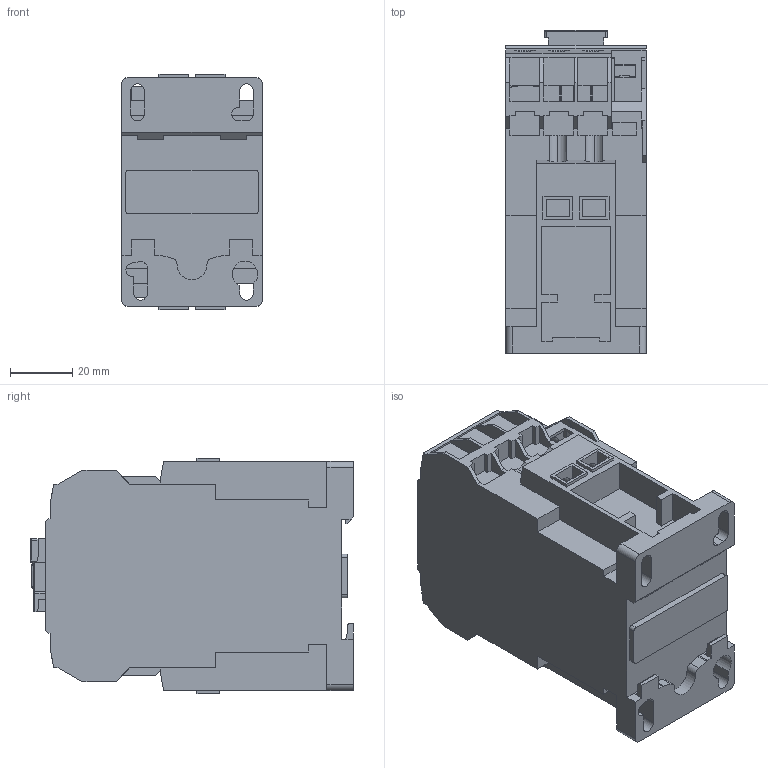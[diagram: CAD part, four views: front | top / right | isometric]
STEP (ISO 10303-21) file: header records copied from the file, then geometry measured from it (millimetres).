
FILE_DESCRIPTION (( 'STEP AP203' ), '1' );
FILE_NAME ('HMC-18B30-11-DS.step', '2022-11-01T18:08:28', ( '' ), ( '' ), 'SwSTEP 2.0', 'SolidWorks 2021', '' );
FILE_SCHEMA (( 'CONFIG_CONTROL_DESIGN' ));
Length unit declared in the file: inch
Products named in the file (1): HMC-18B30-11-DS
Bounding box: 45 x 103.6 x 75.5 mm (x, y, z)
Volume: 238904.6 mm3; surface area: 45387.3 mm2
Topology: 4 solids, 4 shells, 699 faces, 1995 edges, 1300 vertices
Faces by surface type: plane 538, cylinder 129, bspline 32
Entity records: 23853 total; most frequent: CARTESIAN_POINT 5907, ORIENTED_EDGE 3974, DIRECTION 3335, EDGE_CURVE 1987, VECTOR 1631, LINE 1631, VERTEX_POINT 1300, AXIS2_PLACEMENT_3D 852
